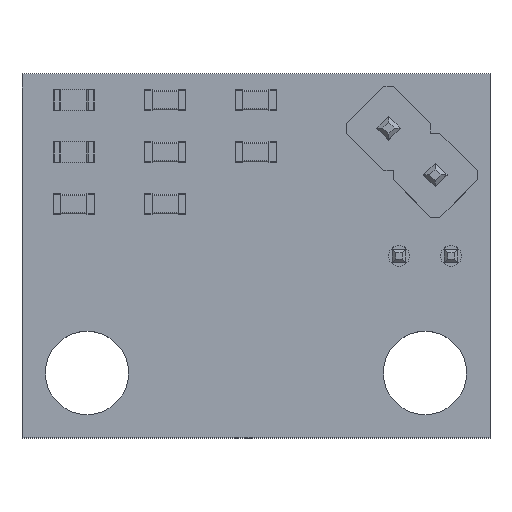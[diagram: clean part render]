
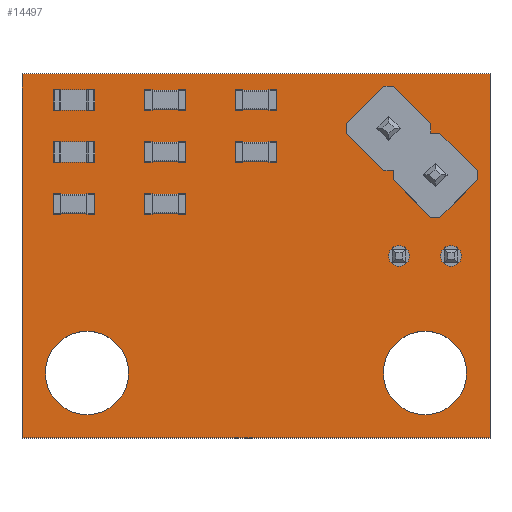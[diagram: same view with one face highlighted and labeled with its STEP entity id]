
A CAD part, top view. The second image highlights one B-rep face of the part: STEP entity #14497.
In plain terms, the highlighted planar face has unit normal (0, 0, 1).
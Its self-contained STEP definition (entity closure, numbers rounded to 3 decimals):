
#14319 = VERTEX_POINT('',#14320);
#14320 = CARTESIAN_POINT('',(18.,0.,1.6));
#14326 = EDGE_CURVE('',#14319,#14327,#14329,.T.);
#14327 = VERTEX_POINT('',#14328);
#14328 = CARTESIAN_POINT('',(0.,0.,1.6));
#14329 = LINE('',#14330,#14331);
#14330 = CARTESIAN_POINT('',(18.,0.,1.6));
#14331 = VECTOR('',#14332,1.);
#14332 = DIRECTION('',(-1.,0.,0.));
#14359 = VERTEX_POINT('',#14360);
#14360 = CARTESIAN_POINT('',(18.,14.,1.6));
#14366 = EDGE_CURVE('',#14359,#14319,#14367,.T.);
#14367 = LINE('',#14368,#14369);
#14368 = CARTESIAN_POINT('',(18.,14.,1.6));
#14369 = VECTOR('',#14370,1.);
#14370 = DIRECTION('',(0.,-1.,0.));
#14388 = EDGE_CURVE('',#14327,#14389,#14391,.T.);
#14389 = VERTEX_POINT('',#14390);
#14390 = CARTESIAN_POINT('',(0.,14.,1.6));
#14391 = LINE('',#14392,#14393);
#14392 = CARTESIAN_POINT('',(0.,0.,1.6));
#14393 = VECTOR('',#14394,1.);
#14394 = DIRECTION('',(0.,1.,0.));
#14497 = ADVANCED_FACE('',(#14498,#14509,#14520,#14531,#14542,#14553,
    #14564),#14575,.F.);
#14498 = FACE_BOUND('',#14499,.F.);
#14499 = EDGE_LOOP('',(#14500,#14501,#14502,#14508));
#14500 = ORIENTED_EDGE('',*,*,#14326,.T.);
#14501 = ORIENTED_EDGE('',*,*,#14388,.T.);
#14502 = ORIENTED_EDGE('',*,*,#14503,.T.);
#14503 = EDGE_CURVE('',#14389,#14359,#14504,.T.);
#14504 = LINE('',#14505,#14506);
#14505 = CARTESIAN_POINT('',(0.,14.,1.6));
#14506 = VECTOR('',#14507,1.);
#14507 = DIRECTION('',(1.,0.,0.));
#14508 = ORIENTED_EDGE('',*,*,#14366,.T.);
#14509 = FACE_BOUND('',#14510,.F.);
#14510 = EDGE_LOOP('',(#14511));
#14511 = ORIENTED_EDGE('',*,*,#14512,.F.);
#14512 = EDGE_CURVE('',#14513,#14513,#14515,.T.);
#14513 = VERTEX_POINT('',#14514);
#14514 = CARTESIAN_POINT('',(15.5,0.9,1.6));
#14515 = CIRCLE('',#14516,1.6);
#14516 = AXIS2_PLACEMENT_3D('',#14517,#14518,#14519);
#14517 = CARTESIAN_POINT('',(15.5,2.5,1.6));
#14518 = DIRECTION('',(-0.,0.,-1.));
#14519 = DIRECTION('',(-0.,-1.,0.));
#14520 = FACE_BOUND('',#14521,.F.);
#14521 = EDGE_LOOP('',(#14522));
#14522 = ORIENTED_EDGE('',*,*,#14523,.F.);
#14523 = EDGE_CURVE('',#14524,#14524,#14526,.T.);
#14524 = VERTEX_POINT('',#14525);
#14525 = CARTESIAN_POINT('',(2.5,0.9,1.6));
#14526 = CIRCLE('',#14527,1.6);
#14527 = AXIS2_PLACEMENT_3D('',#14528,#14529,#14530);
#14528 = CARTESIAN_POINT('',(2.5,2.5,1.6));
#14529 = DIRECTION('',(-0.,0.,-1.));
#14530 = DIRECTION('',(-0.,-1.,0.));
#14531 = FACE_BOUND('',#14532,.F.);
#14532 = EDGE_LOOP('',(#14533));
#14533 = ORIENTED_EDGE('',*,*,#14534,.F.);
#14534 = EDGE_CURVE('',#14535,#14535,#14537,.T.);
#14535 = VERTEX_POINT('',#14536);
#14536 = CARTESIAN_POINT('',(16.5,6.6,1.6));
#14537 = CIRCLE('',#14538,0.4);
#14538 = AXIS2_PLACEMENT_3D('',#14539,#14540,#14541);
#14539 = CARTESIAN_POINT('',(16.5,7.,1.6));
#14540 = DIRECTION('',(-0.,0.,-1.));
#14541 = DIRECTION('',(-0.,-1.,0.));
#14542 = FACE_BOUND('',#14543,.F.);
#14543 = EDGE_LOOP('',(#14544));
#14544 = ORIENTED_EDGE('',*,*,#14545,.F.);
#14545 = EDGE_CURVE('',#14546,#14546,#14548,.T.);
#14546 = VERTEX_POINT('',#14547);
#14547 = CARTESIAN_POINT('',(14.5,6.6,1.6));
#14548 = CIRCLE('',#14549,0.4);
#14549 = AXIS2_PLACEMENT_3D('',#14550,#14551,#14552);
#14550 = CARTESIAN_POINT('',(14.5,7.,1.6));
#14551 = DIRECTION('',(-0.,0.,-1.));
#14552 = DIRECTION('',(-0.,-1.,0.));
#14553 = FACE_BOUND('',#14554,.F.);
#14554 = EDGE_LOOP('',(#14555));
#14555 = ORIENTED_EDGE('',*,*,#14556,.F.);
#14556 = EDGE_CURVE('',#14557,#14557,#14559,.T.);
#14557 = VERTEX_POINT('',#14558);
#14558 = CARTESIAN_POINT('',(15.894,9.606,1.6));
#14559 = CIRCLE('',#14560,0.5);
#14560 = AXIS2_PLACEMENT_3D('',#14561,#14562,#14563);
#14561 = CARTESIAN_POINT('',(15.894,10.106,1.6));
#14562 = DIRECTION('',(-0.,0.,-1.));
#14563 = DIRECTION('',(0.,-1.,0.));
#14564 = FACE_BOUND('',#14565,.F.);
#14565 = EDGE_LOOP('',(#14566));
#14566 = ORIENTED_EDGE('',*,*,#14567,.F.);
#14567 = EDGE_CURVE('',#14568,#14568,#14570,.T.);
#14568 = VERTEX_POINT('',#14569);
#14569 = CARTESIAN_POINT('',(14.098,11.402,1.6));
#14570 = CIRCLE('',#14571,0.5);
#14571 = AXIS2_PLACEMENT_3D('',#14572,#14573,#14574);
#14572 = CARTESIAN_POINT('',(14.098,11.902,1.6));
#14573 = DIRECTION('',(-0.,0.,-1.));
#14574 = DIRECTION('',(-0.,-1.,0.));
#14575 = PLANE('',#14576);
#14576 = AXIS2_PLACEMENT_3D('',#14577,#14578,#14579);
#14577 = CARTESIAN_POINT('',(9.,7.,1.6));
#14578 = DIRECTION('',(-0.,-0.,-1.));
#14579 = DIRECTION('',(-1.,0.,0.));
